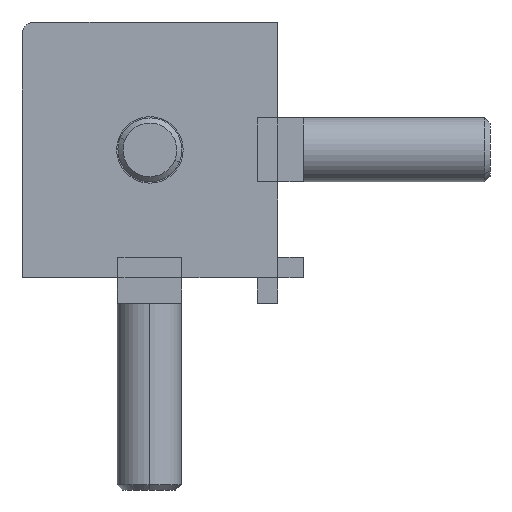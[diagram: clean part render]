
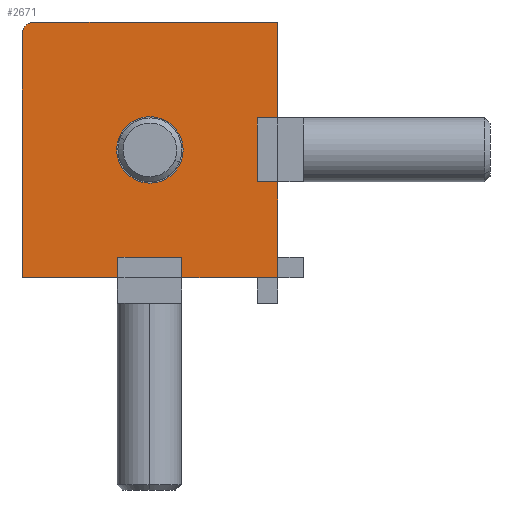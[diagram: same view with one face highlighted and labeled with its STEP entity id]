
A CAD part, left-side view. The second image highlights one B-rep face of the part: STEP entity #2671.
In plain terms, the highlighted planar face has unit normal (-1, 0, 0).
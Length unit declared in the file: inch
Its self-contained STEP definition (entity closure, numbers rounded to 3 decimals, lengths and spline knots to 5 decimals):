
#3 = VERTEX_POINT ( 'NONE', #343 ) ;
#4 = ORIENTED_EDGE ( 'NONE', *, *, #633, .T. ) ;
#27 = EDGE_CURVE ( 'NONE', #2732, #97, #546, .T. ) ;
#29 = ORIENTED_EDGE ( 'NONE', *, *, #100, .T. ) ;
#33 = VERTEX_POINT ( 'NONE', #602 ) ;
#40 = ORIENTED_EDGE ( 'NONE', *, *, #1059, .F. ) ;
#45 = ORIENTED_EDGE ( 'NONE', *, *, #27, .F. ) ;
#68 = ORIENTED_EDGE ( 'NONE', *, *, #1039, .T. ) ;
#77 = VERTEX_POINT ( 'NONE', #904 ) ;
#97 = VERTEX_POINT ( 'NONE', #1031 ) ;
#100 = EDGE_CURVE ( 'NONE', #3, #77, #1052, .T. ) ;
#111 = EDGE_CURVE ( 'NONE', #2086, #97, #1151, .T. ) ;
#113 = EDGE_CURVE ( 'NONE', #2741, #186, #1170, .T. ) ;
#139 = ORIENTED_EDGE ( 'NONE', *, *, #113, .F. ) ;
#181 = VERTEX_POINT ( 'NONE', #1685 ) ;
#186 = VERTEX_POINT ( 'NONE', #1705 ) ;
#198 = EDGE_CURVE ( 'NONE', #181, #508, #1797, .T. ) ;
#207 = EDGE_CURVE ( 'NONE', #186, #288, #1824, .T. ) ;
#240 = ORIENTED_EDGE ( 'NONE', *, *, #207, .F. ) ;
#288 = VERTEX_POINT ( 'NONE', #940 ) ;
#309 = EDGE_CURVE ( 'NONE', #288, #33, #1074, .T. ) ;
#343 = CARTESIAN_POINT ( 'NONE',  ( 0., 0., -1. ) ) ;
#357 = CARTESIAN_POINT ( 'NONE',  ( 0., 0., -0.375 ) ) ;
#382 = CIRCLE ( 'NONE', #383, 0.13 ) ;
#383 = AXIS2_PLACEMENT_3D ( 'NONE', #384, #385, #386 ) ;
#384 = CARTESIAN_POINT ( 'NONE',  ( 0., 0.5, -0.5 ) ) ;
#385 = DIRECTION ( 'NONE',  ( 1., 0., 0. ) ) ;
#386 = DIRECTION ( 'NONE',  ( 0., 0., -1. ) ) ;
#397 = LINE ( 'NONE', #398, #399 ) ;
#398 = CARTESIAN_POINT ( 'NONE',  ( 0., 0., -1. ) ) ;
#399 = VECTOR ( 'NONE', #400, 39.37008 ) ;
#400 = DIRECTION ( 'NONE',  ( 0., -1., 0. ) ) ;
#406 = ORIENTED_EDGE ( 'NONE', *, *, #309, .F. ) ;
#410 = LINE ( 'NONE', #411, #412 ) ;
#411 = CARTESIAN_POINT ( 'NONE',  ( 0., 0., -0.375 ) ) ;
#412 = VECTOR ( 'NONE', #413, 39.37008 ) ;
#413 = DIRECTION ( 'NONE',  ( 0., 1., 0. ) ) ;
#508 = VERTEX_POINT ( 'NONE', #1416 ) ;
#546 = LINE ( 'NONE', #547, #548 ) ;
#547 = CARTESIAN_POINT ( 'NONE',  ( 0., 1., -1. ) ) ;
#548 = VECTOR ( 'NONE', #549, 39.37008 ) ;
#549 = DIRECTION ( 'NONE',  ( 0., 0., 1. ) ) ;
#602 = CARTESIAN_POINT ( 'NONE',  ( 0., 0.625, -1. ) ) ;
#633 = EDGE_CURVE ( 'NONE', #2732, #33, #1466, .T. ) ;
#796 = LINE ( 'NONE', #797, #798 ) ;
#797 = CARTESIAN_POINT ( 'NONE',  ( 0., 0., -1. ) ) ;
#798 = VECTOR ( 'NONE', #799, 39.37008 ) ;
#799 = DIRECTION ( 'NONE',  ( 0., 0., 1. ) ) ;
#860 = FACE_BOUND ( 'NONE', #2658, .T. ) ;
#861 = FACE_OUTER_BOUND ( 'NONE', #2667, .T. ) ;
#862 = PLANE ( 'NONE',  #863 ) ;
#863 = AXIS2_PLACEMENT_3D ( 'NONE', #864, #865, #866 ) ;
#864 = CARTESIAN_POINT ( 'NONE',  ( 0., 0., -1. ) ) ;
#865 = DIRECTION ( 'NONE',  ( -1., 0., 0. ) ) ;
#866 = DIRECTION ( 'NONE',  ( 0., 0., 1. ) ) ;
#876 = VERTEX_POINT ( 'NONE', #357 ) ;
#904 = CARTESIAN_POINT ( 'NONE',  ( 0., 0., -0.625 ) ) ;
#932 = CARTESIAN_POINT ( 'NONE',  ( 0., 0.5, -0.63 ) ) ;
#933 = CARTESIAN_POINT ( 'NONE',  ( 0., 0.95, 0. ) ) ;
#940 = CARTESIAN_POINT ( 'NONE',  ( 0., 0.625, -0.92 ) ) ;
#945 = LINE ( 'NONE', #946, #947 ) ;
#946 = CARTESIAN_POINT ( 'NONE',  ( 0., 0., -0.625 ) ) ;
#947 = VECTOR ( 'NONE', #950, 39.37008 ) ;
#950 = DIRECTION ( 'NONE',  ( 0., -1., 0. ) ) ;
#968 = EDGE_CURVE ( 'NONE', #2085, #2308, #382, .T. ) ;
#994 = LINE ( 'NONE', #995, #996 ) ;
#995 = CARTESIAN_POINT ( 'NONE',  ( 0., 0., 0. ) ) ;
#996 = VECTOR ( 'NONE', #997, 39.37008 ) ;
#997 = DIRECTION ( 'NONE',  ( 0., -1., 0. ) ) ;
#1031 = CARTESIAN_POINT ( 'NONE',  ( 0., 1., -0.05 ) ) ;
#1039 = EDGE_CURVE ( 'NONE', #2741, #3, #397, .T. ) ;
#1052 = LINE ( 'NONE', #1053, #1054 ) ;
#1053 = CARTESIAN_POINT ( 'NONE',  ( 0., 0., -1. ) ) ;
#1054 = VECTOR ( 'NONE', #1055, 39.37008 ) ;
#1055 = DIRECTION ( 'NONE',  ( 0., 0., 1. ) ) ;
#1059 = EDGE_CURVE ( 'NONE', #876, #181, #410, .T. ) ;
#1067 = CARTESIAN_POINT ( 'NONE',  ( 0., 0.5, -0.37 ) ) ;
#1074 = LINE ( 'NONE', #1075, #1076 ) ;
#1075 = CARTESIAN_POINT ( 'NONE',  ( 0., 0.625, -1. ) ) ;
#1076 = VECTOR ( 'NONE', #1078, 39.37008 ) ;
#1078 = DIRECTION ( 'NONE',  ( 0., 0., -1. ) ) ;
#1151 = CIRCLE ( 'NONE', #1152, 0.05 ) ;
#1152 = AXIS2_PLACEMENT_3D ( 'NONE', #1153, #1154, #1155 ) ;
#1153 = CARTESIAN_POINT ( 'NONE',  ( 0., 0.95, -0.05 ) ) ;
#1154 = DIRECTION ( 'NONE',  ( -1., 0., 0. ) ) ;
#1155 = DIRECTION ( 'NONE',  ( 0., 0., 1. ) ) ;
#1170 = LINE ( 'NONE', #1171, #1172 ) ;
#1171 = CARTESIAN_POINT ( 'NONE',  ( 0., 0.375, -1. ) ) ;
#1172 = VECTOR ( 'NONE', #1173, 39.37008 ) ;
#1173 = DIRECTION ( 'NONE',  ( 0., 0., 1. ) ) ;
#1216 = CIRCLE ( 'NONE', #1217, 0.13 ) ;
#1217 = AXIS2_PLACEMENT_3D ( 'NONE', #1218, #1219, #1220 ) ;
#1218 = CARTESIAN_POINT ( 'NONE',  ( 0., 0.5, -0.5 ) ) ;
#1219 = DIRECTION ( 'NONE',  ( 1., 0., 0. ) ) ;
#1220 = DIRECTION ( 'NONE',  ( 0., 0., -1. ) ) ;
#1288 = ORIENTED_EDGE ( 'NONE', *, *, #968, .T. ) ;
#1333 = CARTESIAN_POINT ( 'NONE',  ( 0., 1., -1. ) ) ;
#1416 = CARTESIAN_POINT ( 'NONE',  ( 0., 0.08, -0.625 ) ) ;
#1421 = CARTESIAN_POINT ( 'NONE',  ( 0., 0.375, -1. ) ) ;
#1466 = LINE ( 'NONE', #1467, #1468 ) ;
#1467 = CARTESIAN_POINT ( 'NONE',  ( 0., 0., -1. ) ) ;
#1468 = VECTOR ( 'NONE', #1469, 39.37008 ) ;
#1469 = DIRECTION ( 'NONE',  ( 0., -1., 0. ) ) ;
#1648 = CARTESIAN_POINT ( 'NONE',  ( 0., 0., 0. ) ) ;
#1685 = CARTESIAN_POINT ( 'NONE',  ( 0., 0.08, -0.375 ) ) ;
#1705 = CARTESIAN_POINT ( 'NONE',  ( 0., 0.375, -0.92 ) ) ;
#1797 = LINE ( 'NONE', #1798, #1799 ) ;
#1798 = CARTESIAN_POINT ( 'NONE',  ( 0., 0.08, -0.625 ) ) ;
#1799 = VECTOR ( 'NONE', #1800, 39.37008 ) ;
#1800 = DIRECTION ( 'NONE',  ( 0., 0., -1. ) ) ;
#1824 = LINE ( 'NONE', #1825, #1826 ) ;
#1825 = CARTESIAN_POINT ( 'NONE',  ( 0., 0.625, -0.92 ) ) ;
#1826 = VECTOR ( 'NONE', #1827, 39.37008 ) ;
#1827 = DIRECTION ( 'NONE',  ( 0., 1., 0. ) ) ;
#1913 = EDGE_CURVE ( 'NONE', #876, #2559, #796, .T. ) ;
#2085 = VERTEX_POINT ( 'NONE', #932 ) ;
#2086 = VERTEX_POINT ( 'NONE', #933 ) ;
#2106 = EDGE_CURVE ( 'NONE', #508, #77, #945, .T. ) ;
#2196 = ORIENTED_EDGE ( 'NONE', *, *, #1913, .T. ) ;
#2215 = EDGE_CURVE ( 'NONE', #2086, #2559, #994, .T. ) ;
#2216 = ORIENTED_EDGE ( 'NONE', *, *, #198, .F. ) ;
#2308 = VERTEX_POINT ( 'NONE', #1067 ) ;
#2485 = EDGE_CURVE ( 'NONE', #2308, #2085, #1216, .T. ) ;
#2493 = ORIENTED_EDGE ( 'NONE', *, *, #2215, .F. ) ;
#2508 = ORIENTED_EDGE ( 'NONE', *, *, #111, .T. ) ;
#2559 = VERTEX_POINT ( 'NONE', #1648 ) ;
#2658 = EDGE_LOOP ( 'NONE', ( #1288, #2688 ) ) ;
#2667 = EDGE_LOOP ( 'NONE', ( #2493, #2508, #45, #4, #406, #240, #139, #68, #29, #2804, #2216, #40, #2196 ) ) ;
#2671 = ADVANCED_FACE ( 'NONE', ( #860, #861 ), #862, .T. ) ;
#2688 = ORIENTED_EDGE ( 'NONE', *, *, #2485, .T. ) ;
#2732 = VERTEX_POINT ( 'NONE', #1333 ) ;
#2741 = VERTEX_POINT ( 'NONE', #1421 ) ;
#2804 = ORIENTED_EDGE ( 'NONE', *, *, #2106, .F. ) ;
